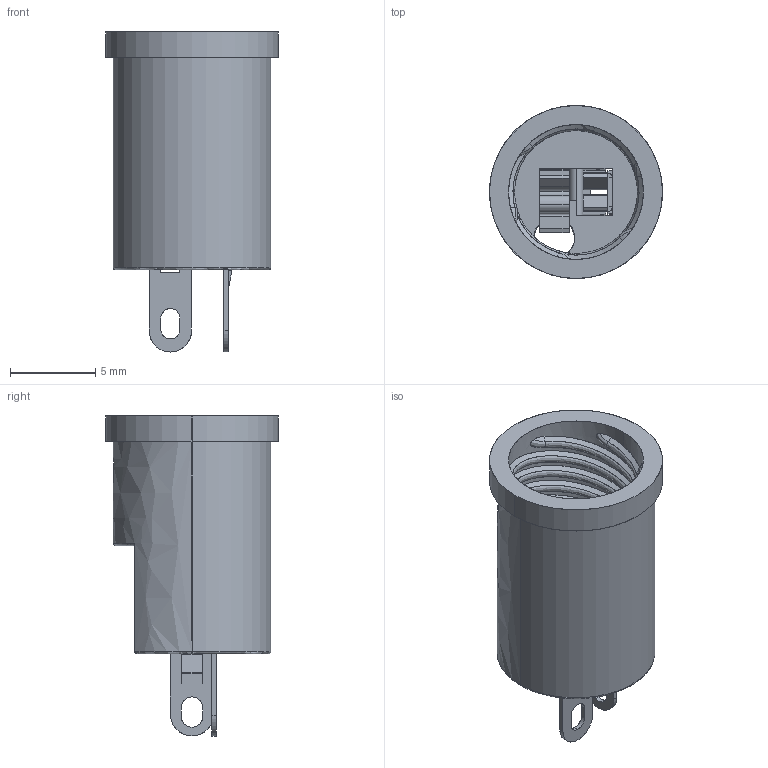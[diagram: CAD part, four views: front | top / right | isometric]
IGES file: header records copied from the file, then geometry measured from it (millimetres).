
Start section: SolidWorks IGES file using analytic representation for surfaces
Global section: file name: STEP;CNX 410 XXX.IGS; native system: SolidWorks 2012; preprocessor: SolidWorks 2012; author: cschroeder; date: 130819.103003; units: inch
Bounding box: 10.16 x 10.16 x 18.81 mm (x, y, z)
Surface area: 1143.1 mm2 (no closed solid volume)
Topology: 0 solids, 0 shells, 527 faces, 4209 edges, 4209 vertices
Faces by surface type: bspline 424, revolution 103
